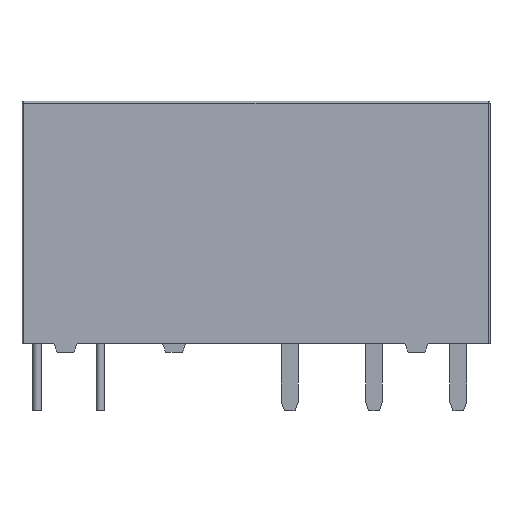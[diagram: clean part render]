
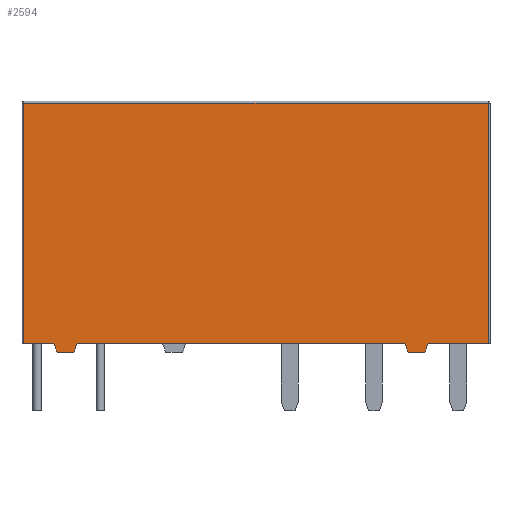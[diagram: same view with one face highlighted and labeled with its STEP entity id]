
A CAD part, front view. The second image highlights one B-rep face of the part: STEP entity #2594.
In plain terms, the highlighted planar face has unit normal (0, -1, 0).
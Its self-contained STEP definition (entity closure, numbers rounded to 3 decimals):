
#72 = EDGE_CURVE ( 'NONE', #2137, #2644, #2660, .T. ) ;
#74 = EDGE_CURVE ( 'NONE', #2167, #2141, #2659, .T. ) ;
#75 = EDGE_CURVE ( 'NONE', #2187, #2167, #2665, .T. ) ;
#76 = EDGE_CURVE ( 'NONE', #2141, #2201, #2667, .T. ) ;
#277 = CARTESIAN_POINT ( 'NONE',  ( 13.9, -2.5, 14.5 ) ) ;
#279 = CARTESIAN_POINT ( 'NONE',  ( -13.9, -2.5, 14.4 ) ) ;
#280 = DIRECTION ( 'NONE',  ( 0., 0., -1. ) ) ;
#281 = DIRECTION ( 'NONE',  ( 0., 0., -1. ) ) ;
#284 = CARTESIAN_POINT ( 'NONE',  ( -12.1, -2.5, 0. ) ) ;
#285 = DIRECTION ( 'NONE',  ( 0.371, 0., -0.928 ) ) ;
#287 = CARTESIAN_POINT ( 'NONE',  ( -13.9, -2.5, 14.5 ) ) ;
#289 = DIRECTION ( 'NONE',  ( -1., 0., 0. ) ) ;
#301 = DIRECTION ( 'NONE',  ( 1., 0., 0. ) ) ;
#302 = CARTESIAN_POINT ( 'NONE',  ( -11.9, -2.5, -0.5 ) ) ;
#308 = CARTESIAN_POINT ( 'NONE',  ( -10.9, -2.5, -0.5 ) ) ;
#312 = CARTESIAN_POINT ( 'NONE',  ( 13.9, -2.5, 14.4 ) ) ;
#313 = CARTESIAN_POINT ( 'NONE',  ( -11.9, -2.5, -0.5 ) ) ;
#315 = CARTESIAN_POINT ( 'NONE',  ( 10.1, -2.5, -0.5 ) ) ;
#341 = CARTESIAN_POINT ( 'NONE',  ( 9.1, -2.5, -0.5 ) ) ;
#342 = CARTESIAN_POINT ( 'NONE',  ( -13.9, -2.5, 14.4 ) ) ;
#352 = CARTESIAN_POINT ( 'NONE',  ( 13.9, -2.5, 0. ) ) ;
#355 = CARTESIAN_POINT ( 'NONE',  ( -13.9, -2.5, 0. ) ) ;
#361 = CARTESIAN_POINT ( 'NONE',  ( 8.9, -2.5, 0. ) ) ;
#370 = CARTESIAN_POINT ( 'NONE',  ( -12.1, -2.5, 0. ) ) ;
#375 = CARTESIAN_POINT ( 'NONE',  ( 10.3, -2.5, 0. ) ) ;
#469 = CARTESIAN_POINT ( 'NONE',  ( -13.9, -2.5, 0. ) ) ;
#485 = DIRECTION ( 'NONE',  ( 1., 0., 0. ) ) ;
#521 = CARTESIAN_POINT ( 'NONE',  ( -13.9, -2.5, 0. ) ) ;
#532 = DIRECTION ( 'NONE',  ( 1., 0., 0. ) ) ;
#559 = CARTESIAN_POINT ( 'NONE',  ( -13.9, -2.5, 0. ) ) ;
#560 = DIRECTION ( 'NONE',  ( 1., 0., 0. ) ) ;
#727 = LINE ( 'NONE', #521, #728 ) ;
#728 = VECTOR ( 'NONE', #532, 1000. ) ;
#749 = LINE ( 'NONE', #559, #752 ) ;
#752 = VECTOR ( 'NONE', #560, 1000. ) ;
#919 = AXIS2_PLACEMENT_3D ( 'NONE', #1155, #1156, #1157 ) ;
#1136 = PLANE ( 'NONE',  #919 ) ;
#1155 = CARTESIAN_POINT ( 'NONE',  ( -13.9, -2.5, 14.5 ) ) ;
#1156 = DIRECTION ( 'NONE',  ( 0., 1., 0. ) ) ;
#1157 = DIRECTION ( 'NONE',  ( 0., 0., 1. ) ) ;
#1605 = CARTESIAN_POINT ( 'NONE',  ( -10.7, -2.5, 0. ) ) ;
#1658 = FACE_OUTER_BOUND ( 'NONE', #2416, .T. ) ;
#2021 = EDGE_CURVE ( 'NONE', #2138, #2178, #2792, .T. ) ;
#2023 = EDGE_CURVE ( 'NONE', #2196, #2139, #2796, .T. ) ;
#2025 = EDGE_CURVE ( 'NONE', #2138, #2168, #2790, .T. ) ;
#2028 = EDGE_CURVE ( 'NONE', #2168, #2181, #2806, .T. ) ;
#2057 = EDGE_CURVE ( 'NONE', #2139, #2137, #2811, .T. ) ;
#2137 = VERTEX_POINT ( 'NONE', #308 ) ;
#2138 = VERTEX_POINT ( 'NONE', #312 ) ;
#2139 = VERTEX_POINT ( 'NONE', #313 ) ;
#2141 = VERTEX_POINT ( 'NONE', #315 ) ;
#2167 = VERTEX_POINT ( 'NONE', #341 ) ;
#2168 = VERTEX_POINT ( 'NONE', #342 ) ;
#2178 = VERTEX_POINT ( 'NONE', #352 ) ;
#2181 = VERTEX_POINT ( 'NONE', #355 ) ;
#2187 = VERTEX_POINT ( 'NONE', #361 ) ;
#2196 = VERTEX_POINT ( 'NONE', #370 ) ;
#2201 = VERTEX_POINT ( 'NONE', #375 ) ;
#2215 = CARTESIAN_POINT ( 'NONE',  ( 10.1, -2.5, -0.5 ) ) ;
#2220 = DIRECTION ( 'NONE',  ( 0.371, 0., -0.928 ) ) ;
#2224 = DIRECTION ( 'NONE',  ( 1., 0., 0. ) ) ;
#2230 = CARTESIAN_POINT ( 'NONE',  ( 8.9, -2.5, 0. ) ) ;
#2236 = CARTESIAN_POINT ( 'NONE',  ( -10.9, -2.5, -0.5 ) ) ;
#2243 = CARTESIAN_POINT ( 'NONE',  ( 9.1, -2.5, -0.5 ) ) ;
#2244 = DIRECTION ( 'NONE',  ( 0.371, 0., 0.928 ) ) ;
#2245 = DIRECTION ( 'NONE',  ( 0.371, 0., 0.928 ) ) ;
#2416 = EDGE_LOOP ( 'NONE', ( #2455, #2478, #2464, #2479, #2458, #2474, #2469, #2465, #2457, #2470, #2471, #2468 ) ) ;
#2455 = ORIENTED_EDGE ( 'NONE', *, *, #2021, .F. ) ;
#2457 = ORIENTED_EDGE ( 'NONE', *, *, #75, .T. ) ;
#2458 = ORIENTED_EDGE ( 'NONE', *, *, #2023, .T. ) ;
#2464 = ORIENTED_EDGE ( 'NONE', *, *, #2028, .T. ) ;
#2465 = ORIENTED_EDGE ( 'NONE', *, *, #2555, .T. ) ;
#2468 = ORIENTED_EDGE ( 'NONE', *, *, #2534, .T. ) ;
#2469 = ORIENTED_EDGE ( 'NONE', *, *, #72, .T. ) ;
#2470 = ORIENTED_EDGE ( 'NONE', *, *, #74, .T. ) ;
#2471 = ORIENTED_EDGE ( 'NONE', *, *, #76, .T. ) ;
#2474 = ORIENTED_EDGE ( 'NONE', *, *, #2057, .T. ) ;
#2478 = ORIENTED_EDGE ( 'NONE', *, *, #2025, .T. ) ;
#2479 = ORIENTED_EDGE ( 'NONE', *, *, #2568, .T. ) ;
#2534 = EDGE_CURVE ( 'NONE', #2201, #2178, #2886, .T. ) ;
#2555 = EDGE_CURVE ( 'NONE', #2644, #2187, #727, .T. ) ;
#2568 = EDGE_CURVE ( 'NONE', #2181, #2196, #749, .T. ) ;
#2594 = ADVANCED_FACE ( 'NONE', ( #1658 ), #1136, .F. ) ;
#2644 = VERTEX_POINT ( 'NONE', #1605 ) ;
#2659 = LINE ( 'NONE', #2243, #2666 ) ;
#2660 = LINE ( 'NONE', #2236, #2661 ) ;
#2661 = VECTOR ( 'NONE', #2244, 1000. ) ;
#2665 = LINE ( 'NONE', #2230, #2668 ) ;
#2666 = VECTOR ( 'NONE', #2224, 1000. ) ;
#2667 = LINE ( 'NONE', #2215, #2670 ) ;
#2668 = VECTOR ( 'NONE', #2220, 1000. ) ;
#2670 = VECTOR ( 'NONE', #2245, 1000. ) ;
#2790 = LINE ( 'NONE', #279, #2803 ) ;
#2792 = LINE ( 'NONE', #277, #2795 ) ;
#2795 = VECTOR ( 'NONE', #281, 1000. ) ;
#2796 = LINE ( 'NONE', #284, #2799 ) ;
#2799 = VECTOR ( 'NONE', #285, 1000. ) ;
#2803 = VECTOR ( 'NONE', #289, 1000. ) ;
#2806 = LINE ( 'NONE', #287, #2808 ) ;
#2808 = VECTOR ( 'NONE', #280, 1000. ) ;
#2811 = LINE ( 'NONE', #302, #2815 ) ;
#2815 = VECTOR ( 'NONE', #301, 1000. ) ;
#2886 = LINE ( 'NONE', #469, #2899 ) ;
#2899 = VECTOR ( 'NONE', #485, 1000. ) ;
